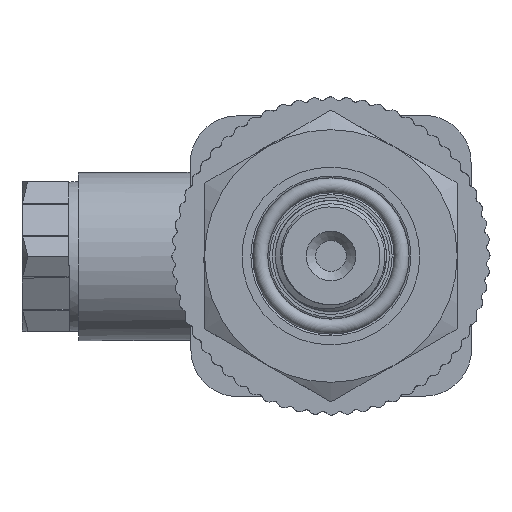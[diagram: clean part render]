
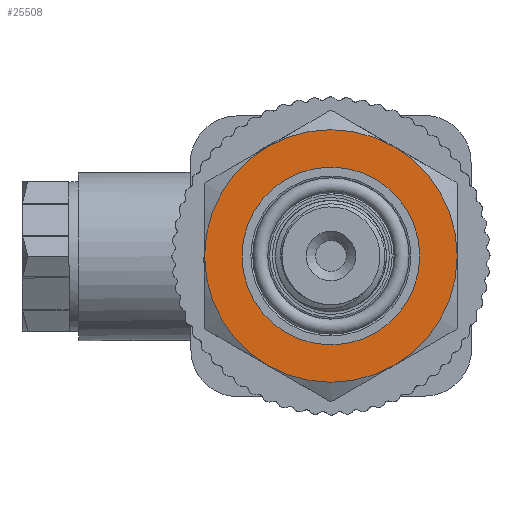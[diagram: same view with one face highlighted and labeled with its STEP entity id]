
A CAD part, left-side view. The second image highlights one B-rep face of the part: STEP entity #25508.
In plain terms, the highlighted face is planar.
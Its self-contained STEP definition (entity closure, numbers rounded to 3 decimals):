
#507=FACE_BOUND('',#4555,.T.);
#1651=PLANE('',#26932);
#3059=FACE_OUTER_BOUND('',#4554,.T.);
#4554=EDGE_LOOP('',(#23890));
#4555=EDGE_LOOP('',(#23891));
#4976=CIRCLE('',#26895,13.5);
#4999=CIRCLE('',#26933,9.5);
#12491=VERTEX_POINT('',#63687);
#12509=VERTEX_POINT('',#63750);
#16274=EDGE_CURVE('',#12491,#12491,#4976,.T.);
#16304=EDGE_CURVE('',#12509,#12509,#4999,.T.);
#23890=ORIENTED_EDGE('',*,*,#16274,.T.);
#23891=ORIENTED_EDGE('',*,*,#16304,.F.);
#25508=ADVANCED_FACE('',(#3059,#507),#1651,.T.);
#26895=AXIS2_PLACEMENT_3D('',#63688,#31424,#31425);
#26932=AXIS2_PLACEMENT_3D('',#63749,#31505,#31506);
#26933=AXIS2_PLACEMENT_3D('',#63751,#31507,#31508);
#31424=DIRECTION('center_axis',(1.,0.,0.));
#31425=DIRECTION('ref_axis',(0.,0.,-1.));
#31505=DIRECTION('center_axis',(1.,0.,0.));
#31506=DIRECTION('ref_axis',(0.,0.,-1.));
#31507=DIRECTION('center_axis',(1.,0.,0.));
#31508=DIRECTION('ref_axis',(0.,0.,-1.));
#63687=CARTESIAN_POINT('',(-14.,-13.5,0.));
#63688=CARTESIAN_POINT('Origin',(-14.,0.,0.));
#63749=CARTESIAN_POINT('Origin',(-14.,9.5,0.));
#63750=CARTESIAN_POINT('',(-14.,-9.5,0.));
#63751=CARTESIAN_POINT('Origin',(-14.,0.,0.));
